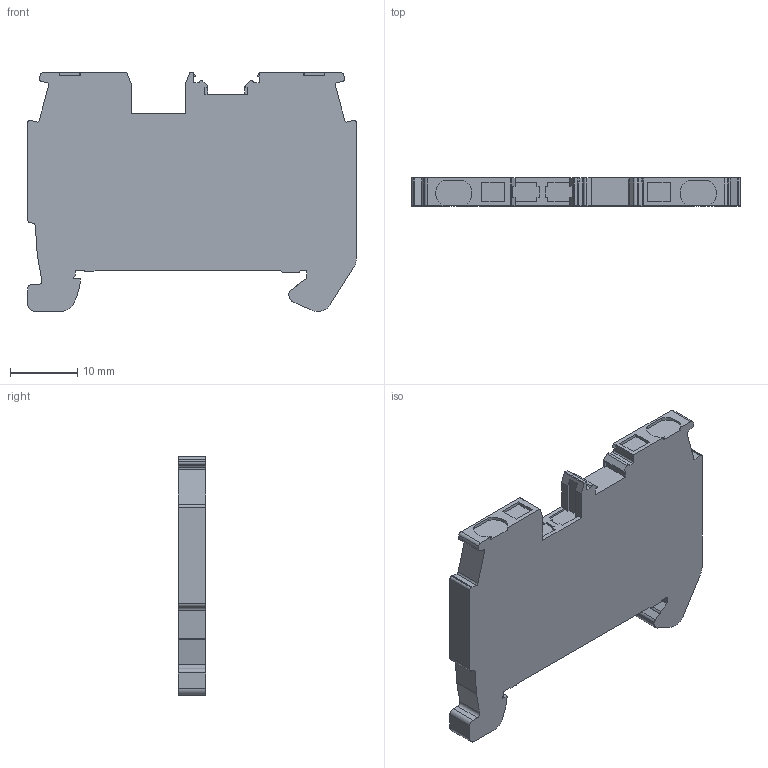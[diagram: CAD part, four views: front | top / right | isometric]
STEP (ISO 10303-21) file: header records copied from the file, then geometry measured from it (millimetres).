
FILE_DESCRIPTION( ( 'Unknown' ), '1' );
FILE_NAME( 'DST1.5-PE-D-20180917.stp', 'Unknown', ( 'Unknown' ), ( 'Unknown' ), 'XStep 1.0', 'Unknown', ' ' );
FILE_SCHEMA( ( 'automotive_design' ) );
Length unit declared in the file: millimetre
Products named in the file (1): DST1_5-P02-BEND
Bounding box: 48.8 x 4.15 x 35.4 mm (x, y, z)
Volume: 5736.6 mm3; surface area: 3659.9 mm2
Topology: 1 solids, 1 shells, 162 faces, 472 edges, 314 vertices
Faces by surface type: plane 111, cylinder 51
Entity records: 6656 total; most frequent: CARTESIAN_POINT 949, ORIENTED_EDGE 944, DIRECTION 902, EDGE_CURVE 472, LINE 368, VECTOR 368, VERTEX_POINT 314, AXIS2_PLACEMENT_3D 267
